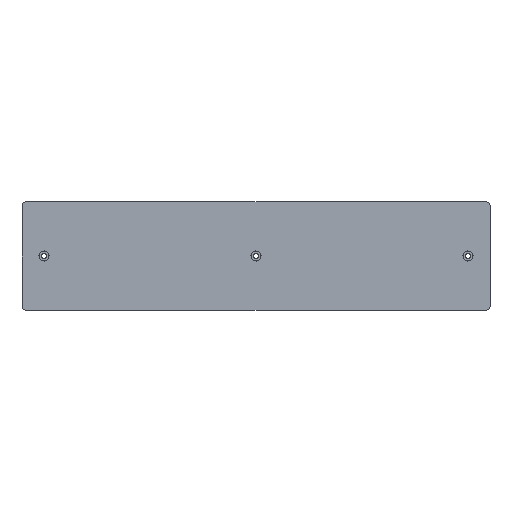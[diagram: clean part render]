
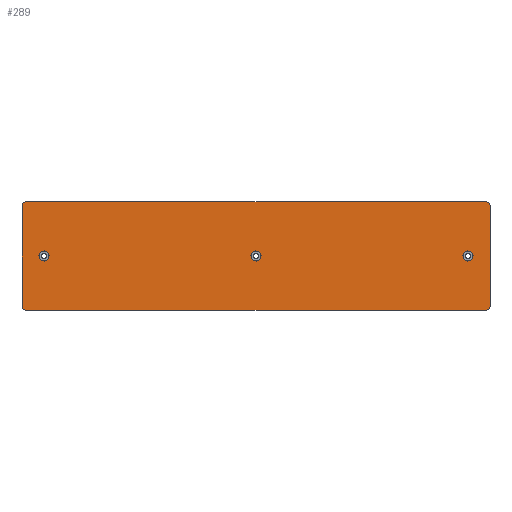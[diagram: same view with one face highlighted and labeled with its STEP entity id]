
A CAD part, top view. The second image highlights one B-rep face of the part: STEP entity #289.
In plain terms, the highlighted planar face has unit normal (0, 0, 1).
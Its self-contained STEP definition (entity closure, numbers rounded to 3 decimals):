
#21=FACE_BOUND('',#61,.T.);
#22=FACE_BOUND('',#62,.T.);
#23=FACE_BOUND('',#63,.T.);
#27=PLANE('',#334);
#41=FACE_OUTER_BOUND('',#60,.T.);
#60=EDGE_LOOP('',(#244,#245,#246,#247,#248,#249,#250,#251));
#61=EDGE_LOOP('',(#252));
#62=EDGE_LOOP('',(#253));
#63=EDGE_LOOP('',(#254));
#79=LINE('',#483,#101);
#83=LINE('',#492,#105);
#85=LINE('',#499,#107);
#86=LINE('',#503,#108);
#101=VECTOR('',#396,10.);
#105=VECTOR('',#406,10.);
#107=VECTOR('',#414,10.);
#108=VECTOR('',#417,10.);
#122=CIRCLE('',#323,2.75);
#123=CIRCLE('',#325,2.75);
#124=CIRCLE('',#327,2.75);
#125=CIRCLE('',#330,2.);
#126=CIRCLE('',#333,2.);
#127=CIRCLE('',#335,2.);
#128=CIRCLE('',#336,2.);
#143=VERTEX_POINT('',#468);
#144=VERTEX_POINT('',#472);
#145=VERTEX_POINT('',#476);
#146=VERTEX_POINT('',#480);
#147=VERTEX_POINT('',#482);
#148=VERTEX_POINT('',#486);
#149=VERTEX_POINT('',#490);
#150=VERTEX_POINT('',#494);
#151=VERTEX_POINT('',#498);
#152=VERTEX_POINT('',#500);
#153=VERTEX_POINT('',#502);
#172=EDGE_CURVE('',#143,#143,#122,.T.);
#174=EDGE_CURVE('',#144,#144,#123,.T.);
#176=EDGE_CURVE('',#145,#145,#124,.T.);
#178=EDGE_CURVE('',#147,#146,#79,.T.);
#181=EDGE_CURVE('',#148,#146,#125,.T.);
#183=EDGE_CURVE('',#149,#148,#83,.T.);
#185=EDGE_CURVE('',#150,#149,#126,.T.);
#186=EDGE_CURVE('',#150,#151,#85,.T.);
#187=EDGE_CURVE('',#152,#151,#127,.T.);
#188=EDGE_CURVE('',#152,#153,#86,.T.);
#189=EDGE_CURVE('',#147,#153,#128,.T.);
#244=ORIENTED_EDGE('',*,*,#185,.F.);
#245=ORIENTED_EDGE('',*,*,#186,.T.);
#246=ORIENTED_EDGE('',*,*,#187,.F.);
#247=ORIENTED_EDGE('',*,*,#188,.T.);
#248=ORIENTED_EDGE('',*,*,#189,.F.);
#249=ORIENTED_EDGE('',*,*,#178,.T.);
#250=ORIENTED_EDGE('',*,*,#181,.F.);
#251=ORIENTED_EDGE('',*,*,#183,.F.);
#252=ORIENTED_EDGE('',*,*,#172,.T.);
#253=ORIENTED_EDGE('',*,*,#174,.T.);
#254=ORIENTED_EDGE('',*,*,#176,.T.);
#289=ADVANCED_FACE('',(#41,#21,#22,#23),#27,.T.);
#323=AXIS2_PLACEMENT_3D('',#470,#381,#382);
#325=AXIS2_PLACEMENT_3D('',#474,#386,#387);
#327=AXIS2_PLACEMENT_3D('',#478,#391,#392);
#330=AXIS2_PLACEMENT_3D('',#488,#401,#402);
#333=AXIS2_PLACEMENT_3D('',#496,#410,#411);
#334=AXIS2_PLACEMENT_3D('',#497,#412,#413);
#335=AXIS2_PLACEMENT_3D('',#501,#415,#416);
#336=AXIS2_PLACEMENT_3D('',#504,#418,#419);
#381=DIRECTION('center_axis',(0.,0.,-1.));
#382=DIRECTION('ref_axis',(1.,0.,0.));
#386=DIRECTION('center_axis',(0.,0.,-1.));
#387=DIRECTION('ref_axis',(1.,0.,0.));
#391=DIRECTION('center_axis',(0.,0.,-1.));
#392=DIRECTION('ref_axis',(1.,0.,0.));
#396=DIRECTION('',(0.,-1.,0.));
#401=DIRECTION('center_axis',(0.,0.,-1.));
#402=DIRECTION('ref_axis',(-0.707,-0.707,0.));
#406=DIRECTION('',(-1.,0.,0.));
#410=DIRECTION('center_axis',(0.,0.,-1.));
#411=DIRECTION('ref_axis',(0.707,-0.707,0.));
#412=DIRECTION('center_axis',(0.,0.,1.));
#413=DIRECTION('ref_axis',(1.,0.,0.));
#414=DIRECTION('',(0.,1.,0.));
#415=DIRECTION('center_axis',(0.,0.,-1.));
#416=DIRECTION('ref_axis',(0.707,0.707,0.));
#417=DIRECTION('',(-1.,0.,0.));
#418=DIRECTION('center_axis',(0.,0.,-1.));
#419=DIRECTION('ref_axis',(-0.707,0.707,0.));
#468=CARTESIAN_POINT('',(9.75,-4.5,5.));
#470=CARTESIAN_POINT('Origin',(12.5,-4.5,5.));
#472=CARTESIAN_POINT('',(-105.75,-4.5,5.));
#474=CARTESIAN_POINT('Origin',(-103.,-4.5,5.));
#476=CARTESIAN_POINT('',(125.25,-4.5,5.));
#478=CARTESIAN_POINT('Origin',(128.,-4.5,5.));
#480=CARTESIAN_POINT('',(-115.,-32.,5.));
#482=CARTESIAN_POINT('',(-115.,23.,5.));
#483=CARTESIAN_POINT('',(-115.,-22.,5.));
#486=CARTESIAN_POINT('',(-113.,-34.,5.));
#488=CARTESIAN_POINT('Origin',(-113.,-32.,5.));
#490=CARTESIAN_POINT('',(138.,-34.,5.));
#492=CARTESIAN_POINT('',(137.,-34.,5.));
#494=CARTESIAN_POINT('',(140.,-32.,5.));
#496=CARTESIAN_POINT('Origin',(138.,-32.,5.));
#497=CARTESIAN_POINT('Origin',(12.5,0.,5.));
#498=CARTESIAN_POINT('',(140.,23.,5.));
#499=CARTESIAN_POINT('',(140.,22.,5.));
#500=CARTESIAN_POINT('',(138.,25.,5.));
#501=CARTESIAN_POINT('Origin',(138.,23.,5.));
#502=CARTESIAN_POINT('',(-113.,25.,5.));
#503=CARTESIAN_POINT('',(-112.,25.,5.));
#504=CARTESIAN_POINT('Origin',(-113.,23.,5.));
